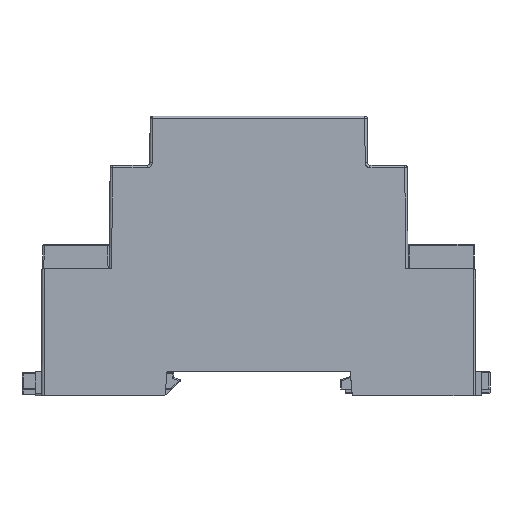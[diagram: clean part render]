
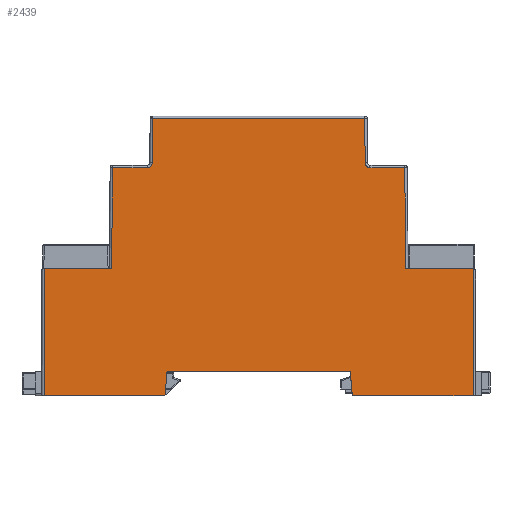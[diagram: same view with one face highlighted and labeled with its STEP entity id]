
A CAD part, front view. The second image highlights one B-rep face of the part: STEP entity #2439.
In plain terms, the highlighted planar face has unit normal (0, -1, 0.009).
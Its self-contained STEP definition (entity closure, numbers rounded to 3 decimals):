
#681=B_SPLINE_CURVE_WITH_KNOTS('',3,(#32358,#32359,#32360,#32361,#32362,
#32363,#32364,#32365,#32366,#32367,#32368,#32369,#32370,#32371,#32372,#32373,
#32374,#32375),.UNSPECIFIED.,.F.,.F.,(4,1,1,2,2,2,1,1,2,2,4),(0.,0.125,
0.187,0.219,0.25,0.5,
0.625,0.687,0.719,0.75,
1.),.UNSPECIFIED.);
#682=B_SPLINE_CURVE_WITH_KNOTS('',3,(#32383,#32384,#32385,#32386,#32387,
#32388,#32389,#32390,#32391,#32392,#32393,#32394,#32395,#32396,#32397,#32398,
#32399,#32400),.UNSPECIFIED.,.F.,.F.,(4,1,1,2,2,2,1,1,2,2,4),(0.,0.125,
0.188,0.219,0.25,0.5,
0.625,0.688,0.719,0.75,
1.),.UNSPECIFIED.);
#2439=ADVANCED_FACE('',(#4336),#3535,.T.);
#3535=PLANE('',#23131);
#4336=FACE_OUTER_BOUND('',#5588,.T.);
#5588=EDGE_LOOP('',(#7955,#7956,#7957,#7958,#7959,#7960,#7961,#7962,#7963,
#7964,#7965,#7966,#7967,#7968,#7969,#7970,#7971,#7972));
#7955=ORIENTED_EDGE('',*,*,#15797,.T.);
#7956=ORIENTED_EDGE('',*,*,#15706,.T.);
#7957=ORIENTED_EDGE('',*,*,#15798,.T.);
#7958=ORIENTED_EDGE('',*,*,#15799,.T.);
#7959=ORIENTED_EDGE('',*,*,#15800,.T.);
#7960=ORIENTED_EDGE('',*,*,#15801,.T.);
#7961=ORIENTED_EDGE('',*,*,#15802,.T.);
#7962=ORIENTED_EDGE('',*,*,#15803,.T.);
#7963=ORIENTED_EDGE('',*,*,#15804,.T.);
#7964=ORIENTED_EDGE('',*,*,#15805,.T.);
#7965=ORIENTED_EDGE('',*,*,#15806,.T.);
#7966=ORIENTED_EDGE('',*,*,#15807,.T.);
#7967=ORIENTED_EDGE('',*,*,#15808,.T.);
#7968=ORIENTED_EDGE('',*,*,#15809,.T.);
#7969=ORIENTED_EDGE('',*,*,#15810,.T.);
#7970=ORIENTED_EDGE('',*,*,#15811,.T.);
#7971=ORIENTED_EDGE('',*,*,#15812,.T.);
#7972=ORIENTED_EDGE('',*,*,#15813,.T.);
#13505=VERTEX_POINT('',#32135);
#13506=VERTEX_POINT('',#32136);
#13548=VERTEX_POINT('',#32252);
#13553=VERTEX_POINT('',#32268);
#13574=VERTEX_POINT('',#32346);
#13575=VERTEX_POINT('',#32348);
#13576=VERTEX_POINT('',#32350);
#13577=VERTEX_POINT('',#32352);
#13578=VERTEX_POINT('',#32354);
#13579=VERTEX_POINT('',#32357);
#13580=VERTEX_POINT('',#32376);
#13581=VERTEX_POINT('',#32378);
#13582=VERTEX_POINT('',#32380);
#13583=VERTEX_POINT('',#32382);
#13584=VERTEX_POINT('',#32401);
#13585=VERTEX_POINT('',#32404);
#13586=VERTEX_POINT('',#32406);
#13587=VERTEX_POINT('',#32408);
#15706=EDGE_CURVE('',#13505,#13506,#18663,.T.);
#15797=EDGE_CURVE('',#13574,#13505,#18729,.T.);
#15798=EDGE_CURVE('',#13506,#13575,#18730,.T.);
#15799=EDGE_CURVE('',#13575,#13576,#18731,.T.);
#15800=EDGE_CURVE('',#13576,#13577,#18732,.T.);
#15801=EDGE_CURVE('',#13577,#13578,#18733,.T.);
#15802=EDGE_CURVE('',#13578,#13553,#18734,.T.);
#15803=EDGE_CURVE('',#13553,#13579,#18735,.T.);
#15804=EDGE_CURVE('',#13579,#13580,#681,.T.);
#15805=EDGE_CURVE('',#13580,#13581,#18736,.T.);
#15806=EDGE_CURVE('',#13581,#13582,#18737,.T.);
#15807=EDGE_CURVE('',#13582,#13583,#18738,.T.);
#15808=EDGE_CURVE('',#13583,#13584,#682,.T.);
#15809=EDGE_CURVE('',#13584,#13548,#18739,.T.);
#15810=EDGE_CURVE('',#13548,#13585,#18740,.T.);
#15811=EDGE_CURVE('',#13585,#13586,#18741,.T.);
#15812=EDGE_CURVE('',#13586,#13587,#18742,.T.);
#15813=EDGE_CURVE('',#13587,#13574,#18743,.T.);
#18663=LINE('',#32134,#20807);
#18729=LINE('',#32345,#20873);
#18730=LINE('',#32347,#20874);
#18731=LINE('',#32349,#20875);
#18732=LINE('',#32351,#20876);
#18733=LINE('',#32353,#20877);
#18734=LINE('',#32355,#20878);
#18735=LINE('',#32356,#20879);
#18736=LINE('',#32377,#20880);
#18737=LINE('',#32379,#20881);
#18738=LINE('',#32381,#20882);
#18739=LINE('',#32402,#20883);
#18740=LINE('',#32403,#20884);
#18741=LINE('',#32405,#20885);
#18742=LINE('',#32407,#20886);
#18743=LINE('',#32409,#20887);
#20807=VECTOR('',#25660,1.);
#20873=VECTOR('',#25830,1.);
#20874=VECTOR('',#25831,1.);
#20875=VECTOR('',#25832,1.);
#20876=VECTOR('',#25833,1.);
#20877=VECTOR('',#25834,1.);
#20878=VECTOR('',#25835,1.);
#20879=VECTOR('',#25836,1.);
#20880=VECTOR('',#25837,1.);
#20881=VECTOR('',#25838,1.);
#20882=VECTOR('',#25839,1.);
#20883=VECTOR('',#25840,1.);
#20884=VECTOR('',#25841,1.);
#20885=VECTOR('',#25842,1.);
#20886=VECTOR('',#25843,1.);
#20887=VECTOR('',#25844,1.);
#23131=AXIS2_PLACEMENT_3D('',#32410,#25845,#25846);
#25660=DIRECTION('',(1.,0.,0.));
#25830=DIRECTION('',(0.087,0.009,0.996));
#25831=DIRECTION('',(0.087,-0.009,-0.996));
#25832=DIRECTION('',(1.,0.,0.));
#25833=DIRECTION('',(0.,0.009,1.));
#25834=DIRECTION('',(-1.,0.,0.));
#25835=DIRECTION('',(-0.009,0.009,1.));
#25836=DIRECTION('',(-1.,0.,0.));
#25837=DIRECTION('',(-0.009,0.009,1.));
#25838=DIRECTION('',(-1.,0.,0.));
#25839=DIRECTION('',(-0.009,-0.009,-1.));
#25840=DIRECTION('',(-1.,0.,0.));
#25841=DIRECTION('',(-0.009,-0.009,-1.));
#25842=DIRECTION('',(-1.,0.,0.));
#25843=DIRECTION('',(0.,-0.009,-1.));
#25844=DIRECTION('',(1.,0.,0.));
#25845=DIRECTION('',(0.,-1.,0.009));
#25846=DIRECTION('',(0.,-0.009,-1.));
#32134=CARTESIAN_POINT('',(45.,0.043,5.));
#32135=CARTESIAN_POINT('',(-19.,0.043,5.));
#32136=CARTESIAN_POINT('',(19.,0.043,5.));
#32252=CARTESIAN_POINT('',(-30.318,0.413,47.304));
#32268=CARTESIAN_POINT('',(30.318,0.413,47.304));
#32345=CARTESIAN_POINT('',(-19.437,0.,0.));
#32346=CARTESIAN_POINT('',(-19.437,0.,0.));
#32347=CARTESIAN_POINT('',(19.,0.043,5.));
#32348=CARTESIAN_POINT('',(19.437,0.,0.));
#32349=CARTESIAN_POINT('',(45.,0.,0.));
#32350=CARTESIAN_POINT('',(44.5,0.,0.));
#32351=CARTESIAN_POINT('',(44.5,0.23,26.4));
#32352=CARTESIAN_POINT('',(44.5,0.23,26.4));
#32353=CARTESIAN_POINT('',(45.,0.23,26.4));
#32354=CARTESIAN_POINT('',(30.5,0.23,26.4));
#32355=CARTESIAN_POINT('',(30.5,0.23,26.4));
#32356=CARTESIAN_POINT('',(45.,0.413,47.304));
#32357=CARTESIAN_POINT('',(23.095,0.413,47.304));
#32358=CARTESIAN_POINT('',(23.095,0.413,47.304));
#32359=CARTESIAN_POINT('',(23.032,0.413,47.304));
#32360=CARTESIAN_POINT('',(22.939,0.413,47.313));
#32361=CARTESIAN_POINT('',(22.833,0.413,47.338));
#32362=CARTESIAN_POINT('',(22.788,0.413,47.353));
#32363=CARTESIAN_POINT('',(22.759,0.413,47.363));
#32364=CARTESIAN_POINT('',(22.745,0.413,47.368));
#32365=CARTESIAN_POINT('',(22.602,0.414,47.424));
#32366=CARTESIAN_POINT('',(22.489,0.414,47.498));
#32367=CARTESIAN_POINT('',(22.343,0.415,47.642));
#32368=CARTESIAN_POINT('',(22.278,0.416,47.72));
#32369=CARTESIAN_POINT('',(22.218,0.417,47.822));
#32370=CARTESIAN_POINT('',(22.196,0.417,47.867));
#32371=CARTESIAN_POINT('',(22.181,0.418,47.898));
#32372=CARTESIAN_POINT('',(22.174,0.418,47.915));
#32373=CARTESIAN_POINT('',(22.121,0.419,48.047));
#32374=CARTESIAN_POINT('',(22.097,0.42,48.169));
#32375=CARTESIAN_POINT('',(22.095,0.421,48.296));
#32376=CARTESIAN_POINT('',(22.095,0.421,48.296));
#32377=CARTESIAN_POINT('',(22.095,0.421,48.296));
#32378=CARTESIAN_POINT('',(22.015,0.502,57.504));
#32379=CARTESIAN_POINT('',(45.,0.502,57.504));
#32380=CARTESIAN_POINT('',(-22.016,0.502,57.504));
#32381=CARTESIAN_POINT('',(-22.016,0.502,57.504));
#32382=CARTESIAN_POINT('',(-22.096,0.421,48.296));
#32383=CARTESIAN_POINT('',(-22.096,0.421,48.296));
#32384=CARTESIAN_POINT('',(-22.097,0.421,48.232));
#32385=CARTESIAN_POINT('',(-22.106,0.42,48.139));
#32386=CARTESIAN_POINT('',(-22.132,0.419,48.034));
#32387=CARTESIAN_POINT('',(-22.147,0.418,47.989));
#32388=CARTESIAN_POINT('',(-22.157,0.418,47.959));
#32389=CARTESIAN_POINT('',(-22.162,0.418,47.946));
#32390=CARTESIAN_POINT('',(-22.22,0.417,47.803));
#32391=CARTESIAN_POINT('',(-22.295,0.416,47.691));
#32392=CARTESIAN_POINT('',(-22.44,0.415,47.546));
#32393=CARTESIAN_POINT('',(-22.519,0.414,47.482));
#32394=CARTESIAN_POINT('',(-22.621,0.414,47.423));
#32395=CARTESIAN_POINT('',(-22.667,0.413,47.401));
#32396=CARTESIAN_POINT('',(-22.698,0.413,47.387));
#32397=CARTESIAN_POINT('',(-22.715,0.413,47.38));
#32398=CARTESIAN_POINT('',(-22.847,0.413,47.328));
#32399=CARTESIAN_POINT('',(-22.969,0.413,47.304));
#32400=CARTESIAN_POINT('',(-23.096,0.413,47.304));
#32401=CARTESIAN_POINT('',(-23.096,0.413,47.304));
#32402=CARTESIAN_POINT('',(45.,0.413,47.304));
#32403=CARTESIAN_POINT('',(-30.318,0.413,47.304));
#32404=CARTESIAN_POINT('',(-30.5,0.23,26.4));
#32405=CARTESIAN_POINT('',(45.,0.23,26.4));
#32406=CARTESIAN_POINT('',(-44.5,0.23,26.4));
#32407=CARTESIAN_POINT('',(-44.5,0.23,26.4));
#32408=CARTESIAN_POINT('',(-44.5,0.,0.));
#32409=CARTESIAN_POINT('',(45.,0.,0.));
#32410=CARTESIAN_POINT('',(45.,0.23,26.4));
